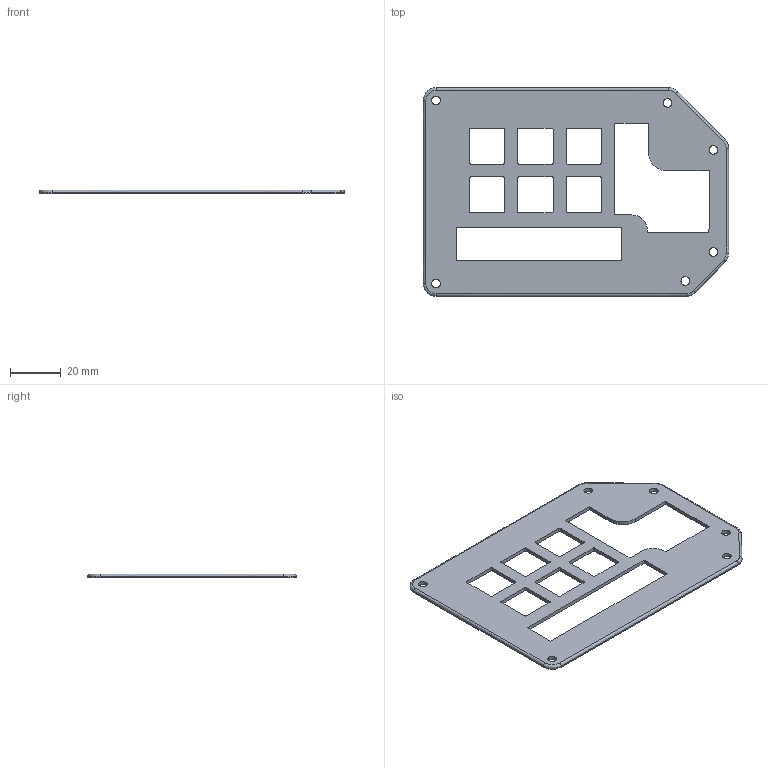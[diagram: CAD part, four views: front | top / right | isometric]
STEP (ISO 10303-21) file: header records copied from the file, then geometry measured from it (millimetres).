
FILE_DESCRIPTION(/* description */ ('','CAx-IF Rec.Pracs.---Representation and Presentation of Product Manufacturing Information (PMI)---4.0---2014-10-13'),/* implementation_level */ '2;1');
FILE_NAME(/* name */ 'cover.step',/* time_stamp */ '2025-02-15T13:30:07+08:00',/* author */ (''),/* organization */ (''),/* preprocessor_version */ 'ST-DEVELOPER v20',/* originating_system */ 'Autodesk Translation Framework v13.20.0.188',/* authorisation */ '');
FILE_SCHEMA (('AP242_MANAGED_MODEL_BASED_3D_ENGINEERING_MIM_LF { 1 0 10303 442 1 1 4 }'));
Length unit declared in the file: millimetre
Products named in the file (1): cover
Bounding box: 120 x 82 x 1.5 mm (x, y, z)
Volume: 9414.3 mm3; surface area: 14144.4 mm2
Topology: 1 solids, 1 shells, 395 faces, 1110 edges, 736 vertices
Faces by surface type: bspline 217, plane 140, cylinder 38
Full cylindrical faces by diameter (mm): 3.4 x6
Entity records: 15029 total; most frequent: CARTESIAN_POINT 6207, ORIENTED_EDGE 2220, EDGE_CURVE 1110, DIRECTION 1092, VERTEX_POINT 736, LINE 594, VECTOR 594, B_SPLINE_CURVE_WITH_KNOTS 446
